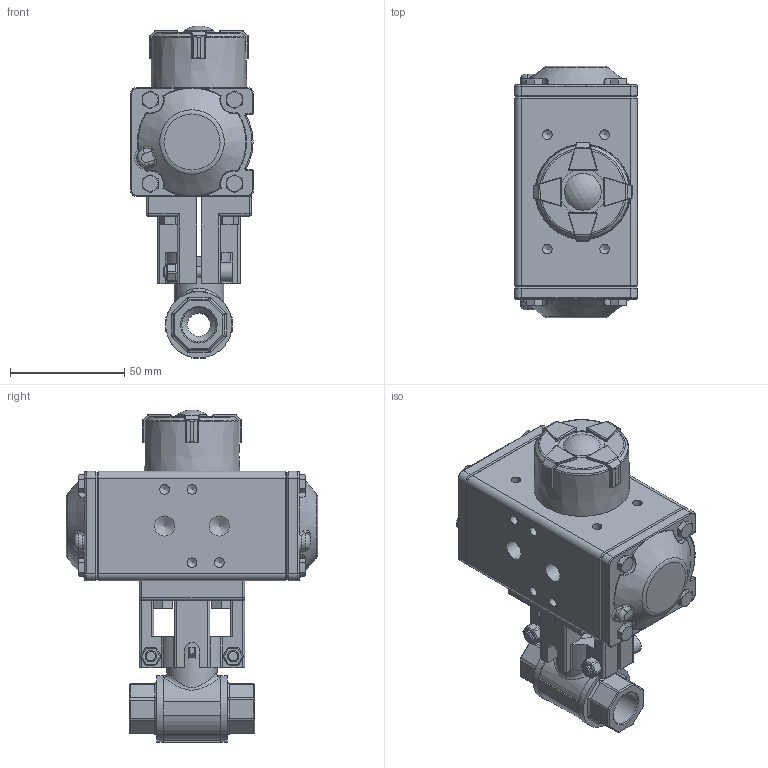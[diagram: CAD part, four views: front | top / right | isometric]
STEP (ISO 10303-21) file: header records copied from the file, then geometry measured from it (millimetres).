
FILE_DESCRIPTION(/* description */ ('Unknown'),/* implementation_level */ '2;1');
FILE_NAME(/* name */ 'DW01 0852-03',/* time_stamp */ '2022-10-20T10:33:08+02:00',/* author */ ('Unknown'),/* organization */ ('Unknown'),/* preprocessor_version */ 'ST-DEVELOPER v16.7',/* originating_system */ 'Solid Edge',/* authorisation */ 'Unknown');
FILE_SCHEMA (('AUTOMOTIVE_DESIGN {1 0 10303 214 3 1 1}'));
Length unit declared in the file: millimetre
Products named in the file (12): DW09-2.852.012; 2.852.012; Backen f. Antrieb F03, Durchmesser 22; DIN912_M5x25; DIN934_M5; DIN558 M5x14; DW01_(DW09); KP-35; cup head nib bolts with large head gb_GB_FASTENER_BOLT_CHNBW M6X25-N; ________(___________; _____________; ______
Assembly tree (19 placements, depth 3):
  DW09-2.852.012
    2.852.012
    Backen f. Antrieb F03, Durchmesser 22  x2
    DIN912_M5x25  x2
    DIN934_M5  x2
    DIN558 M5x14  x4
    DW01_(DW09)
      KP-35
      cup head nib bolts with large head gb_GB_FASTENER_BOLT_CHNBW M6X25-N
      ________(___________  x2
      _____________  x2
      ______
Bounding box: 53.8 x 110 x 145.1 mm (x, y, z)
Volume: 326008.7 mm3; surface area: 68650.9 mm2
Topology: 18 solids, 18 shells, 1241 faces, 3048 edges, 1825 vertices
Faces by surface type: plane 500, cylinder 336, bspline 172, cone 131, torus 89, sphere 13
Full cylindrical faces by diameter (mm): 1.8 x2, 3 x16, 3.3 x8, 4.134 x2, 4.2 x12, 4.66 x1, 5 x16, 6 x5, 6.2 x1, 8.5 x2, 8.8 x2, 9.7 x1, 10 x1, 11.9 x1, 12.9 x1, 14.95 x2, 19.6 x1, 20 x1, 22 x1, 29 x2, 38.5 x1
Entity records: 33115 total; most frequent: CARTESIAN_POINT 10038, ORIENTED_EDGE 4408, DIRECTION 4269, EDGE_CURVE 2204, AXIS2_PLACEMENT_3D 1624, VERTEX_POINT 1404, FACE_BOUND 1176, EDGE_LOOP 1158
